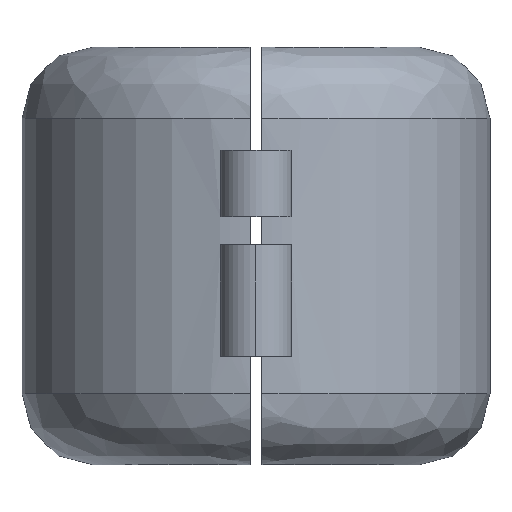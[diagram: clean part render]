
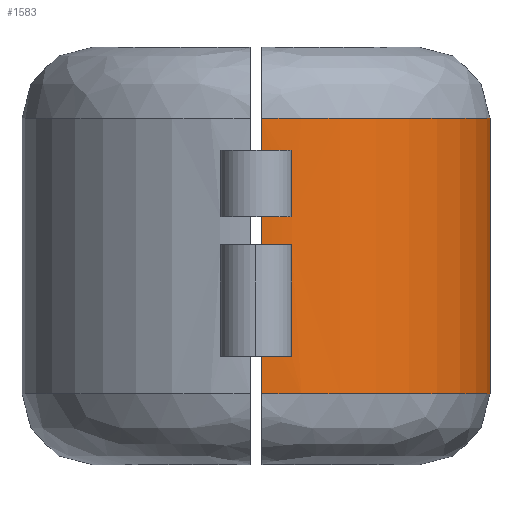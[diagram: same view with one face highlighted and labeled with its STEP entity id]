
A CAD part, left-side view. The second image highlights one B-rep face of the part: STEP entity #1583.
In plain terms, the highlighted cylindrical face has radius 21 mm (diameter 42 mm), a partial arc.
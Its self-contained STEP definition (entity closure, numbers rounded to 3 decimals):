
#18 = DIRECTION ( 'NONE',  ( 0., 0., 1. ) ) ;
#28 = DIRECTION ( 'NONE',  ( 0., 0., -1. ) ) ;
#42 = CARTESIAN_POINT ( 'NONE',  ( -20.994, -0.5, 9.75 ) ) ;
#78 = CARTESIAN_POINT ( 'NONE',  ( 0., 0., 19.75 ) ) ;
#84 = VERTEX_POINT ( 'NONE', #1237 ) ;
#101 = DIRECTION ( 'NONE',  ( 0., 0., 1. ) ) ;
#107 = DIRECTION ( 'NONE',  ( -1., 0., 0. ) ) ;
#127 = VERTEX_POINT ( 'NONE', #3188 ) ;
#262 = CARTESIAN_POINT ( 'NONE',  ( -20.994, -0.5, 22.25 ) ) ;
#278 = CARTESIAN_POINT ( 'NONE',  ( -20.994, -0.5, 19.75 ) ) ;
#350 = CARTESIAN_POINT ( 'NONE',  ( -20.994, -0.5, 28.25 ) ) ;
#354 = LINE ( 'NONE', #597, #1613 ) ;
#374 = ORIENTED_EDGE ( 'NONE', *, *, #3366, .T. ) ;
#400 = FACE_OUTER_BOUND ( 'NONE', #2564, .T. ) ;
#429 = CARTESIAN_POINT ( 'NONE',  ( -20.755, -3.2, 18.75 ) ) ;
#451 = LINE ( 'NONE', #429, #2743 ) ;
#543 = DIRECTION ( 'NONE',  ( -1., 0., 0. ) ) ;
#562 = CIRCLE ( 'NONE', #3358, 21. ) ;
#572 = ORIENTED_EDGE ( 'NONE', *, *, #2667, .T. ) ;
#597 = CARTESIAN_POINT ( 'NONE',  ( -20.755, -3.2, 18.75 ) ) ;
#750 = AXIS2_PLACEMENT_3D ( 'NONE', #2059, #18, #3362 ) ;
#832 = VERTEX_POINT ( 'NONE', #278 ) ;
#839 = CARTESIAN_POINT ( 'NONE',  ( -20.755, -3.2, 19.75 ) ) ;
#891 = VERTEX_POINT ( 'NONE', #3102 ) ;
#892 = CARTESIAN_POINT ( 'NONE',  ( 0., 0., 31.1 ) ) ;
#905 = DIRECTION ( 'NONE',  ( 0., 0., -1. ) ) ;
#939 = ORIENTED_EDGE ( 'NONE', *, *, #2277, .T. ) ;
#960 = EDGE_CURVE ( 'NONE', #127, #2023, #1084, .T. ) ;
#980 = AXIS2_PLACEMENT_3D ( 'NONE', #892, #1744, #2853 ) ;
#1025 = EDGE_CURVE ( 'NONE', #891, #3258, #562, .T. ) ;
#1028 = EDGE_CURVE ( 'NONE', #1707, #84, #2672, .T. ) ;
#1084 = CIRCLE ( 'NONE', #3009, 21. ) ;
#1169 = VERTEX_POINT ( 'NONE', #839 ) ;
#1237 = CARTESIAN_POINT ( 'NONE',  ( 20.616, -4., 6.4 ) ) ;
#1275 = VECTOR ( 'NONE', #3123, 1000. ) ;
#1291 = VERTEX_POINT ( 'NONE', #350 ) ;
#1298 = DIRECTION ( 'NONE',  ( -1., 0., 0. ) ) ;
#1301 = ORIENTED_EDGE ( 'NONE', *, *, #2968, .T. ) ;
#1326 = CIRCLE ( 'NONE', #2309, 21. ) ;
#1346 = DIRECTION ( 'NONE',  ( 0., 0., 1. ) ) ;
#1388 = ORIENTED_EDGE ( 'NONE', *, *, #2235, .T. ) ;
#1421 = VECTOR ( 'NONE', #3577, 1000. ) ;
#1470 = LINE ( 'NONE', #1728, #1572 ) ;
#1504 = CIRCLE ( 'NONE', #980, 21. ) ;
#1509 = DIRECTION ( 'NONE',  ( -1., 0., 0. ) ) ;
#1515 = VERTEX_POINT ( 'NONE', #3379 ) ;
#1572 = VECTOR ( 'NONE', #2840, 1000. ) ;
#1583 = ADVANCED_FACE ( 'NONE', ( #400 ), #2404, .T. ) ;
#1613 = VECTOR ( 'NONE', #2884, 1000. ) ;
#1641 = ORIENTED_EDGE ( 'NONE', *, *, #3051, .T. ) ;
#1675 = AXIS2_PLACEMENT_3D ( 'NONE', #2103, #3474, #1298 ) ;
#1707 = VERTEX_POINT ( 'NONE', #2017 ) ;
#1728 = CARTESIAN_POINT ( 'NONE',  ( -20.994, -0.5, 18.75 ) ) ;
#1744 = DIRECTION ( 'NONE',  ( 0., 0., -1. ) ) ;
#1840 = EDGE_CURVE ( 'NONE', #2222, #1291, #2562, .T. ) ;
#1887 = CARTESIAN_POINT ( 'NONE',  ( -20.755, -3.2, 28.25 ) ) ;
#1959 = ORIENTED_EDGE ( 'NONE', *, *, #2683, .T. ) ;
#2016 = DIRECTION ( 'NONE',  ( -1., 0., 0. ) ) ;
#2017 = CARTESIAN_POINT ( 'NONE',  ( -20.994, -0.5, 6.4 ) ) ;
#2023 = VERTEX_POINT ( 'NONE', #42 ) ;
#2047 = CIRCLE ( 'NONE', #750, 21. ) ;
#2059 = CARTESIAN_POINT ( 'NONE',  ( 0., 0., 28.25 ) ) ;
#2103 = CARTESIAN_POINT ( 'NONE',  ( 0., 0., 6.4 ) ) ;
#2216 = ORIENTED_EDGE ( 'NONE', *, *, #960, .T. ) ;
#2222 = VERTEX_POINT ( 'NONE', #3160 ) ;
#2235 = EDGE_CURVE ( 'NONE', #2023, #1707, #3415, .T. ) ;
#2277 = EDGE_CURVE ( 'NONE', #1515, #2222, #1504, .T. ) ;
#2285 = CARTESIAN_POINT ( 'NONE',  ( 0., 0., 9.75 ) ) ;
#2286 = CARTESIAN_POINT ( 'NONE',  ( -20.994, -0.5, 18.75 ) ) ;
#2309 = AXIS2_PLACEMENT_3D ( 'NONE', #78, #101, #1509 ) ;
#2404 = CYLINDRICAL_SURFACE ( 'NONE', #3119, 21. ) ;
#2470 = CARTESIAN_POINT ( 'NONE',  ( 0., 0., 18.75 ) ) ;
#2538 = CARTESIAN_POINT ( 'NONE',  ( 0., 0., 22.25 ) ) ;
#2562 = LINE ( 'NONE', #2286, #1421 ) ;
#2564 = EDGE_LOOP ( 'NONE', ( #939, #3161, #1641, #572, #3208, #2915, #1959, #374, #2216, #1388, #2661, #1301 ) ) ;
#2621 = CARTESIAN_POINT ( 'NONE',  ( -20.994, -0.5, 18.75 ) ) ;
#2661 = ORIENTED_EDGE ( 'NONE', *, *, #1028, .T. ) ;
#2667 = EDGE_CURVE ( 'NONE', #3376, #891, #354, .T. ) ;
#2672 = CIRCLE ( 'NONE', #1675, 21. ) ;
#2683 = EDGE_CURVE ( 'NONE', #832, #1169, #1326, .T. ) ;
#2735 = LINE ( 'NONE', #3020, #3482 ) ;
#2743 = VECTOR ( 'NONE', #2970, 1000. ) ;
#2840 = DIRECTION ( 'NONE',  ( 0., 0., -1. ) ) ;
#2853 = DIRECTION ( 'NONE',  ( -1., 0., 0. ) ) ;
#2884 = DIRECTION ( 'NONE',  ( 0., 0., -1. ) ) ;
#2915 = ORIENTED_EDGE ( 'NONE', *, *, #3036, .T. ) ;
#2968 = EDGE_CURVE ( 'NONE', #84, #1515, #2735, .T. ) ;
#2970 = DIRECTION ( 'NONE',  ( 0., 0., -1. ) ) ;
#3009 = AXIS2_PLACEMENT_3D ( 'NONE', #2285, #905, #107 ) ;
#3020 = CARTESIAN_POINT ( 'NONE',  ( 20.616, -4., 18.75 ) ) ;
#3036 = EDGE_CURVE ( 'NONE', #3258, #832, #1470, .T. ) ;
#3051 = EDGE_CURVE ( 'NONE', #1291, #3376, #2047, .T. ) ;
#3102 = CARTESIAN_POINT ( 'NONE',  ( -20.755, -3.2, 22.25 ) ) ;
#3119 = AXIS2_PLACEMENT_3D ( 'NONE', #2470, #3602, #543 ) ;
#3123 = DIRECTION ( 'NONE',  ( 0., 0., -1. ) ) ;
#3160 = CARTESIAN_POINT ( 'NONE',  ( -20.994, -0.5, 31.1 ) ) ;
#3161 = ORIENTED_EDGE ( 'NONE', *, *, #1840, .T. ) ;
#3188 = CARTESIAN_POINT ( 'NONE',  ( -20.755, -3.2, 9.75 ) ) ;
#3208 = ORIENTED_EDGE ( 'NONE', *, *, #1025, .T. ) ;
#3258 = VERTEX_POINT ( 'NONE', #262 ) ;
#3358 = AXIS2_PLACEMENT_3D ( 'NONE', #2538, #28, #2016 ) ;
#3362 = DIRECTION ( 'NONE',  ( -1., 0., 0. ) ) ;
#3366 = EDGE_CURVE ( 'NONE', #1169, #127, #451, .T. ) ;
#3376 = VERTEX_POINT ( 'NONE', #1887 ) ;
#3379 = CARTESIAN_POINT ( 'NONE',  ( 20.616, -4., 31.1 ) ) ;
#3415 = LINE ( 'NONE', #2621, #1275 ) ;
#3474 = DIRECTION ( 'NONE',  ( 0., 0., 1. ) ) ;
#3482 = VECTOR ( 'NONE', #1346, 1000. ) ;
#3577 = DIRECTION ( 'NONE',  ( 0., 0., -1. ) ) ;
#3602 = DIRECTION ( 'NONE',  ( 0., 0., -1. ) ) ;
